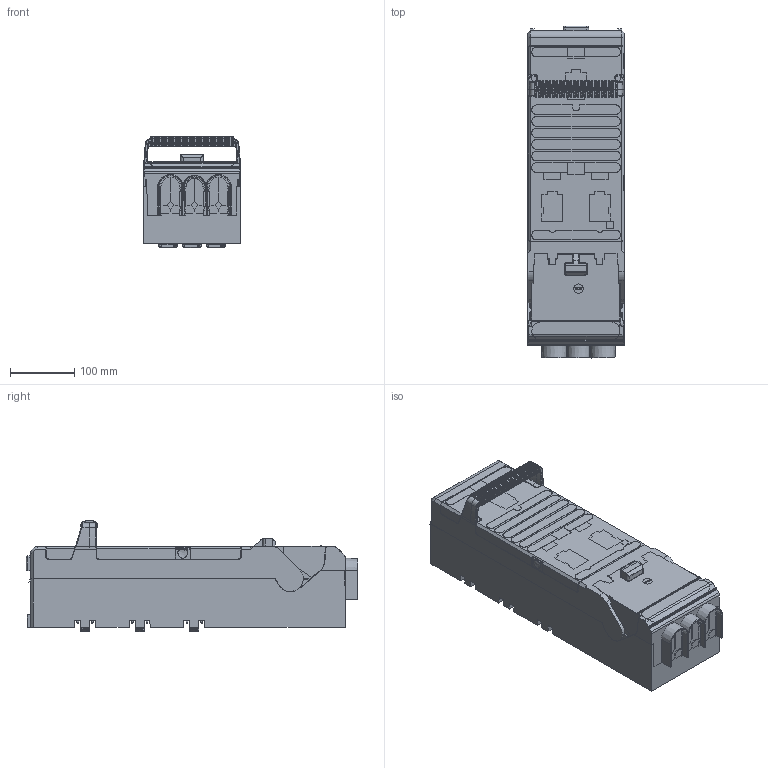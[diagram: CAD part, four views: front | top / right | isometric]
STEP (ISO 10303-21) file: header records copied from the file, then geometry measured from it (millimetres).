
FILE_DESCRIPTION(/* description */ (''),/* implementation_level */ '2;1');
FILE_NAME(/* name */ 'Sld2_Dummy.stp',/* time_stamp */ '2017-02-15T11:55:23+01:00',/* author */ (''),/* organization */ (''),/* preprocessor_version */ 'ST-DEVELOPER v16',/* originating_system */ 'SIEMENS PLM Software NX 11.0',/* authorisation */ '');
FILE_SCHEMA (('AP203_CONFIGURATION_CONTROLLED_3D_DESIGN_OF_MECHANICAL_PARTS_AND_ASSEMBLIES_MIM_LF { 1 0 10303 403 2 1 2}'));
Products named in the file (1): admi1BECD344eszw
Bounding box: 150.15 x 517.02 x 173.45 mm (x, y, z)
Volume: 9030230 mm3; surface area: 437302.1 mm2
Topology: 1 solids, 15 shells, 5191 faces, 14027 edges, 8610 vertices
Faces by surface type: cylinder 2266, plane 1504, bspline 971, sphere 292, cone 91, torus 64, extrusion 3
Entity records: 226513 total; most frequent: CARTESIAN_POINT 79304, ORIENTED_EDGE 27514, DIRECTION 19912, EDGE_CURVE 13757, VERTEX_POINT 8610, AXIS2_PLACEMENT_3D 7064, VECTOR 5784, LINE 5781
